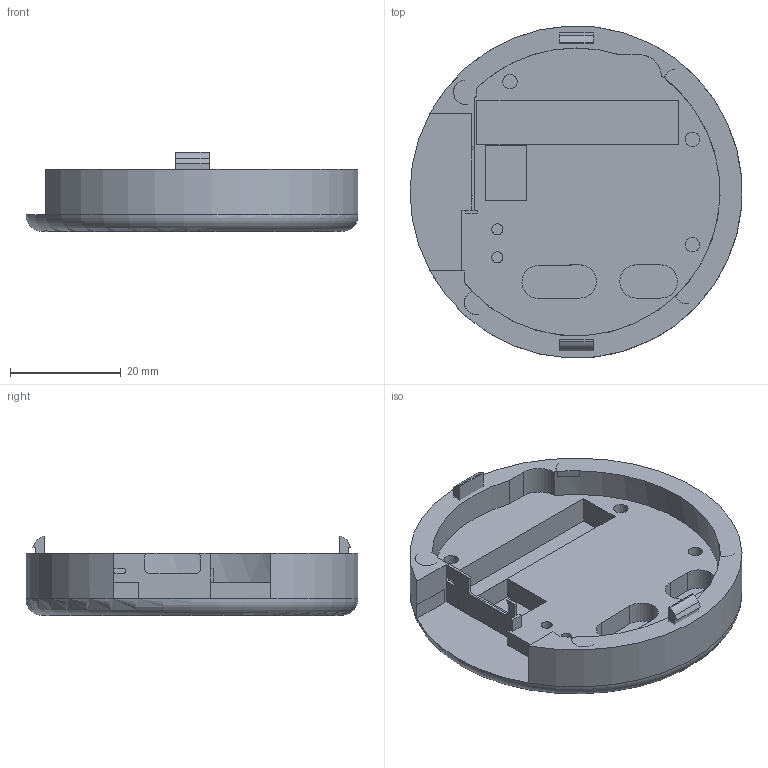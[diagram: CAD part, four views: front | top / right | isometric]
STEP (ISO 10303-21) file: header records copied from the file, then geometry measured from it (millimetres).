
FILE_DESCRIPTION(/* description */ (''),/* implementation_level */ '2;1');
FILE_NAME(/* name */ '',/* time_stamp */ '2024-10-26T22:42:00+08:00',/* author */ (''),/* organization */ (''),/* preprocessor_version */ 'ST-DEVELOPER v20',/* originating_system */ 'Autodesk Translation Framework v13.20.0.188',/* authorisation */ '');
FILE_SCHEMA (('AUTOMOTIVE_DESIGN { 1 0 10303 214 3 1 1 }'));
Length unit declared in the file: millimetre
Products named in the file (2): 底盒; 底盒 (1)
Assembly tree (1 placements, depth 2):
  底盒
    底盒 (1)
Bounding box: 59.95 x 59.92 x 14.27 mm (x, y, z)
Volume: 16608.9 mm3; surface area: 9532.3 mm2
Topology: 3 solids, 3 shells, 109 faces, 276 edges, 183 vertices
Faces by surface type: plane 71, cylinder 37, torus 1
Full cylindrical faces by diameter (mm): 2 x2, 2.6 x3
Entity records: 3346 total; most frequent: DIRECTION 585, CARTESIAN_POINT 571, ORIENTED_EDGE 552, EDGE_CURVE 276, AXIS2_PLACEMENT_3D 197, LINE 191, VECTOR 191, VERTEX_POINT 183
